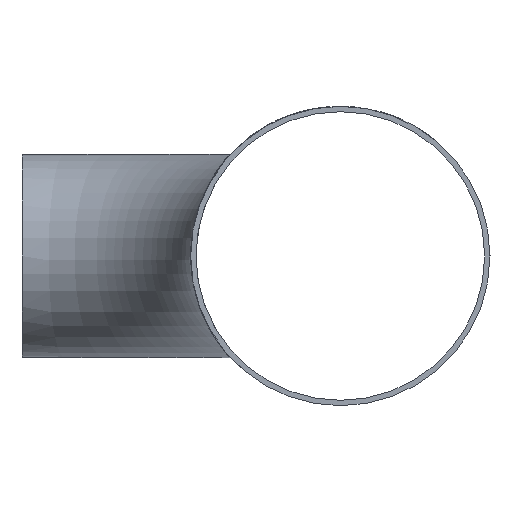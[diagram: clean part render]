
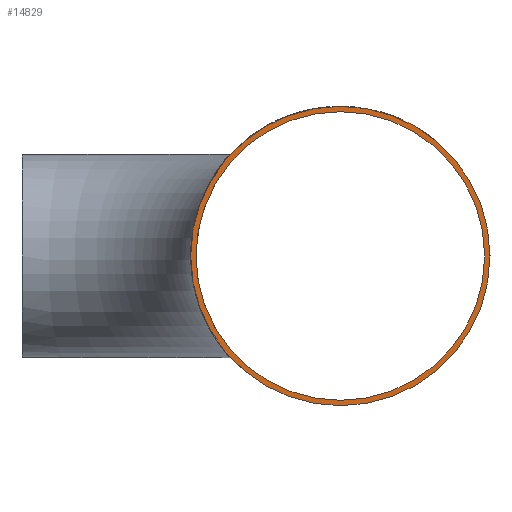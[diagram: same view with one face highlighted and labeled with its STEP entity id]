
A CAD part, left-side view. The second image highlights one B-rep face of the part: STEP entity #14829.
In plain terms, the highlighted planar face has unit normal (-1, 0, 0).
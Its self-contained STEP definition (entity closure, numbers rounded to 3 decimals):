
#812 = CARTESIAN_POINT ( 'NONE',  ( -229., -179., 0. ) ) ;
#1760 = PLANE ( 'NONE',  #5106 ) ;
#2606 = DIRECTION ( 'NONE',  ( 0., 0., -1. ) ) ;
#3915 = CIRCLE ( 'NONE', #33054, 81.15 ) ;
#3968 = ORIENTED_EDGE ( 'NONE', *, *, #25039, .F. ) ;
#4640 = ORIENTED_EDGE ( 'NONE', *, *, #32065, .T. ) ;
#4804 = VERTEX_POINT ( 'NONE', #12841 ) ;
#5106 = AXIS2_PLACEMENT_3D ( 'NONE', #9281, #34522, #9459 ) ;
#6956 = FACE_BOUND ( 'NONE', #32597, .T. ) ;
#7045 = CIRCLE ( 'NONE', #11591, 84.15 ) ;
#9281 = CARTESIAN_POINT ( 'NONE',  ( -229., -179., 0. ) ) ;
#9459 = DIRECTION ( 'NONE',  ( 0., 0., -1. ) ) ;
#10828 = CARTESIAN_POINT ( 'NONE',  ( -229., -179., 0. ) ) ;
#11591 = AXIS2_PLACEMENT_3D ( 'NONE', #10828, #21765, #2606 ) ;
#12841 = CARTESIAN_POINT ( 'NONE',  ( -229., -179., -84.15 ) ) ;
#14829 = ADVANCED_FACE ( 'NONE', ( #6956, #23071 ), #1760, .F. ) ;
#15712 = VERTEX_POINT ( 'NONE', #21095 ) ;
#16491 = EDGE_LOOP ( 'NONE', ( #3968 ) ) ;
#17618 = DIRECTION ( 'NONE',  ( 0., 0., -1. ) ) ;
#21095 = CARTESIAN_POINT ( 'NONE',  ( -229., -179., -81.15 ) ) ;
#21765 = DIRECTION ( 'NONE',  ( 1., 0., 0. ) ) ;
#23071 = FACE_OUTER_BOUND ( 'NONE', #16491, .T. ) ;
#25039 = EDGE_CURVE ( 'NONE', #4804, #4804, #7045, .T. ) ;
#25146 = DIRECTION ( 'NONE',  ( 1., 0., 0. ) ) ;
#32065 = EDGE_CURVE ( 'NONE', #15712, #15712, #3915, .T. ) ;
#32597 = EDGE_LOOP ( 'NONE', ( #4640 ) ) ;
#33054 = AXIS2_PLACEMENT_3D ( 'NONE', #812, #25146, #17618 ) ;
#34522 = DIRECTION ( 'NONE',  ( 1., 0., 0. ) ) ;
